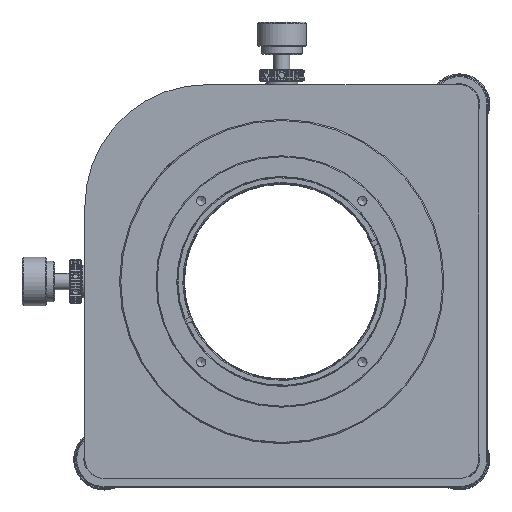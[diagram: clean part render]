
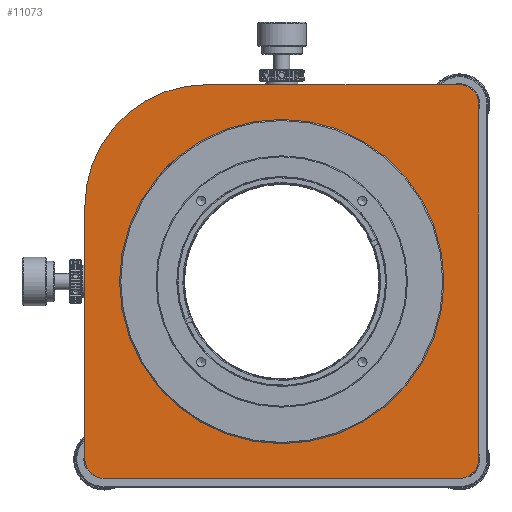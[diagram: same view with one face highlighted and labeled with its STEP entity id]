
A CAD part, top view. The second image highlights one B-rep face of the part: STEP entity #11073.
In plain terms, the highlighted planar face has unit normal (0, 0, 1).
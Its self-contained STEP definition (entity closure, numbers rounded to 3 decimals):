
#526 = DIRECTION ( 'NONE',  ( 0., 0., -1. ) ) ;
#1220 = CIRCLE ( 'NONE', #43931, 4.75 ) ;
#2240 = CARTESIAN_POINT ( 'NONE',  ( -148.6, -61., 40.038 ) ) ;
#2389 = ORIENTED_EDGE ( 'NONE', *, *, #37579, .T. ) ;
#3087 = ORIENTED_EDGE ( 'NONE', *, *, #50611, .F. ) ;
#3151 = AXIS2_PLACEMENT_3D ( 'NONE', #12533, #13351, #8893 ) ;
#3387 = DIRECTION ( 'NONE',  ( 1., 0., 0. ) ) ;
#3928 = LINE ( 'NONE', #15926, #9028 ) ;
#3984 = EDGE_LOOP ( 'NONE', ( #9444, #3087, #27390, #33935, #47982, #18307, #44100, #18369 ) ) ;
#4243 = CARTESIAN_POINT ( 'NONE',  ( -56.25, -61., 40.038 ) ) ;
#5309 = CARTESIAN_POINT ( 'NONE',  ( -67.05, -12.45, 40.038 ) ) ;
#5410 = VERTEX_POINT ( 'NONE', #4243 ) ;
#6633 = AXIS2_PLACEMENT_3D ( 'NONE', #46624, #30422, #25132 ) ;
#7388 = VERTEX_POINT ( 'NONE', #32985 ) ;
#7806 = EDGE_LOOP ( 'NONE', ( #2389 ) ) ;
#7972 = LINE ( 'NONE', #15788, #20080 ) ;
#8240 = DIRECTION ( 'NONE',  ( -1., 0., 0. ) ) ;
#8893 = DIRECTION ( 'NONE',  ( 1., 0., 0. ) ) ;
#9028 = VECTOR ( 'NONE', #3387, 1000. ) ;
#9444 = ORIENTED_EDGE ( 'NONE', *, *, #41268, .T. ) ;
#10328 = VERTEX_POINT ( 'NONE', #21558 ) ;
#11073 = ADVANCED_FACE ( 'NONE', ( #21426, #13087 ), #17249, .T. ) ;
#11601 = VERTEX_POINT ( 'NONE', #30852 ) ;
#12533 = CARTESIAN_POINT ( 'NONE',  ( -100.05, -12.45, 40.038 ) ) ;
#12942 = CARTESIAN_POINT ( 'NONE',  ( -100.05, -12.45, 40.038 ) ) ;
#13087 = FACE_BOUND ( 'NONE', #7806, .T. ) ;
#13351 = DIRECTION ( 'NONE',  ( 0., 0., 1. ) ) ;
#14660 = EDGE_CURVE ( 'NONE', #10328, #5410, #3928, .T. ) ;
#15788 = CARTESIAN_POINT ( 'NONE',  ( -148.6, 36.1, 40.038 ) ) ;
#15926 = CARTESIAN_POINT ( 'NONE',  ( -148.6, -61., 40.038 ) ) ;
#17249 = PLANE ( 'NONE',  #3151 ) ;
#17516 = DIRECTION ( 'NONE',  ( 1., 0., 0. ) ) ;
#18307 = ORIENTED_EDGE ( 'NONE', *, *, #34828, .F. ) ;
#18369 = ORIENTED_EDGE ( 'NONE', *, *, #20369, .F. ) ;
#18996 = VERTEX_POINT ( 'NONE', #41048 ) ;
#19530 = AXIS2_PLACEMENT_3D ( 'NONE', #28687, #28977, #50191 ) ;
#20080 = VECTOR ( 'NONE', #8240, 1000. ) ;
#20319 = CARTESIAN_POINT ( 'NONE',  ( -51.5, -56.25, 40.038 ) ) ;
#20369 = EDGE_CURVE ( 'NONE', #40769, #5410, #38277, .T. ) ;
#20576 = CIRCLE ( 'NONE', #51775, 4.75 ) ;
#21426 = FACE_OUTER_BOUND ( 'NONE', #3984, .T. ) ;
#21558 = CARTESIAN_POINT ( 'NONE',  ( -143.85, -61., 40.038 ) ) ;
#21560 = DIRECTION ( 'NONE',  ( 1., 0., 0. ) ) ;
#22187 = EDGE_CURVE ( 'NONE', #7388, #18996, #49087, .T. ) ;
#22463 = CARTESIAN_POINT ( 'NONE',  ( -51.5, -61., 40.038 ) ) ;
#23212 = EDGE_CURVE ( 'NONE', #7388, #42726, #45830, .T. ) ;
#23413 = VECTOR ( 'NONE', #34487, 1000. ) ;
#25132 = DIRECTION ( 'NONE',  ( 1., 0., 0. ) ) ;
#27390 = ORIENTED_EDGE ( 'NONE', *, *, #29807, .T. ) ;
#28687 = CARTESIAN_POINT ( 'NONE',  ( -56.25, -56.25, 40.038 ) ) ;
#28977 = DIRECTION ( 'NONE',  ( 0., 0., -1. ) ) ;
#29807 = EDGE_CURVE ( 'NONE', #11601, #42726, #7972, .T. ) ;
#30284 = LINE ( 'NONE', #22463, #23413 ) ;
#30422 = DIRECTION ( 'NONE',  ( 0., 0., -1. ) ) ;
#30612 = AXIS2_PLACEMENT_3D ( 'NONE', #12942, #42779, #21560 ) ;
#30852 = CARTESIAN_POINT ( 'NONE',  ( -56.25, 36.1, 40.038 ) ) ;
#31220 = VERTEX_POINT ( 'NONE', #5309 ) ;
#32985 = CARTESIAN_POINT ( 'NONE',  ( -148.6, 6.1, 40.038 ) ) ;
#33132 = CARTESIAN_POINT ( 'NONE',  ( -143.85, -56.25, 40.038 ) ) ;
#33935 = ORIENTED_EDGE ( 'NONE', *, *, #23212, .F. ) ;
#34148 = VECTOR ( 'NONE', #36791, 1000. ) ;
#34487 = DIRECTION ( 'NONE',  ( 0., 1., 0. ) ) ;
#34828 = EDGE_CURVE ( 'NONE', #10328, #18996, #20576, .T. ) ;
#36506 = DIRECTION ( 'NONE',  ( 0., 0., -1. ) ) ;
#36791 = DIRECTION ( 'NONE',  ( 0., -1., 0. ) ) ;
#37314 = VERTEX_POINT ( 'NONE', #45318 ) ;
#37579 = EDGE_CURVE ( 'NONE', #31220, #31220, #54667, .T. ) ;
#38277 = CIRCLE ( 'NONE', #19530, 4.75 ) ;
#39049 = CARTESIAN_POINT ( 'NONE',  ( -118.6, 36.1, 40.038 ) ) ;
#40769 = VERTEX_POINT ( 'NONE', #20319 ) ;
#41048 = CARTESIAN_POINT ( 'NONE',  ( -148.6, -56.25, 40.038 ) ) ;
#41268 = EDGE_CURVE ( 'NONE', #40769, #37314, #30284, .T. ) ;
#42726 = VERTEX_POINT ( 'NONE', #39049 ) ;
#42779 = DIRECTION ( 'NONE',  ( 0., 0., -1. ) ) ;
#43185 = CARTESIAN_POINT ( 'NONE',  ( -56.25, 31.35, 40.038 ) ) ;
#43931 = AXIS2_PLACEMENT_3D ( 'NONE', #43185, #526, #17516 ) ;
#44100 = ORIENTED_EDGE ( 'NONE', *, *, #14660, .T. ) ;
#45318 = CARTESIAN_POINT ( 'NONE',  ( -51.5, 31.35, 40.038 ) ) ;
#45830 = CIRCLE ( 'NONE', #6633, 30. ) ;
#46624 = CARTESIAN_POINT ( 'NONE',  ( -118.6, 6.1, 40.038 ) ) ;
#47982 = ORIENTED_EDGE ( 'NONE', *, *, #22187, .T. ) ;
#49073 = DIRECTION ( 'NONE',  ( 1., 0., 0. ) ) ;
#49087 = LINE ( 'NONE', #2240, #34148 ) ;
#50191 = DIRECTION ( 'NONE',  ( 1., 0., 0. ) ) ;
#50611 = EDGE_CURVE ( 'NONE', #11601, #37314, #1220, .T. ) ;
#51775 = AXIS2_PLACEMENT_3D ( 'NONE', #33132, #36506, #49073 ) ;
#54667 = CIRCLE ( 'NONE', #30612, 33. ) ;
